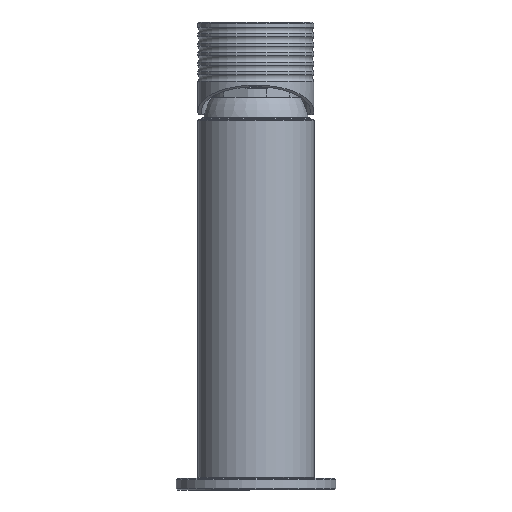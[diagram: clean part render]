
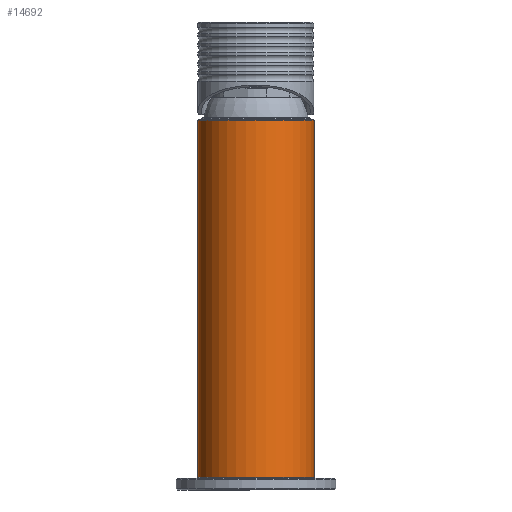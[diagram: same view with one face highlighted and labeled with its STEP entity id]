
A CAD part, front view. The second image highlights one B-rep face of the part: STEP entity #14692.
In plain terms, the highlighted cylindrical face has radius 20 mm (diameter 40 mm), a full revolution.
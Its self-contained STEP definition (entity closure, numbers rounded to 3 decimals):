
#1045=LINE('',#34560,#1895);
#1046=LINE('',#34573,#1896);
#1895=VECTOR('',#28183,1000.);
#1896=VECTOR('',#28184,1000.);
#1982=B_SPLINE_CURVE_WITH_KNOTS('',3,(#34563,#34564,#34565,#34566,#34567,
#34568,#34569,#34570,#34571),.UNSPECIFIED.,.F.,.F.,(4,1,1,1,1,1,4),(0.,
0.005,0.007,0.009,0.012,
0.014,0.019),.UNSPECIFIED.);
#1983=B_SPLINE_CURVE_WITH_KNOTS('',3,(#34575,#34576,#34577,#34578,#34579,
#34580,#34581,#34582,#34583),.UNSPECIFIED.,.F.,.F.,(4,1,1,1,1,1,4),(0.,
0.005,0.007,0.009,0.012,
0.014,0.019),.UNSPECIFIED.);
#6372=ORIENTED_EDGE('',*,*,#8212,.T.);
#6373=ORIENTED_EDGE('',*,*,#8213,.T.);
#6374=ORIENTED_EDGE('',*,*,#8214,.F.);
#6375=ORIENTED_EDGE('',*,*,#8215,.T.);
#6376=ORIENTED_EDGE('',*,*,#8216,.F.);
#6377=ORIENTED_EDGE('',*,*,#8217,.T.);
#8212=EDGE_CURVE('',#9572,#9572,#10434,.F.);
#8213=EDGE_CURVE('',#9573,#9573,#10435,.F.);
#8214=EDGE_CURVE('',#9574,#9575,#1045,.T.);
#8215=EDGE_CURVE('',#9574,#9576,#1982,.T.);
#8216=EDGE_CURVE('',#9577,#9576,#1046,.F.);
#8217=EDGE_CURVE('',#9577,#9575,#1983,.T.);
#9572=VERTEX_POINT('',#34557);
#9573=VERTEX_POINT('',#34559);
#9574=VERTEX_POINT('',#34561);
#9575=VERTEX_POINT('',#34562);
#9576=VERTEX_POINT('',#34572);
#9577=VERTEX_POINT('',#34574);
#10434=CIRCLE('',#23458,20.);
#10435=CIRCLE('',#23459,20.);
#11831=EDGE_LOOP('',(#6372));
#11832=EDGE_LOOP('',(#6373));
#11833=EDGE_LOOP('',(#6374,#6375,#6376,#6377));
#13264=FACE_BOUND('',#11831,.T.);
#13265=FACE_BOUND('',#11832,.T.);
#13266=FACE_BOUND('',#11833,.T.);
#13622=CYLINDRICAL_SURFACE('',#23457,20.);
#14692=ADVANCED_FACE('',(#13264,#13265,#13266),#13622,.T.);
#23457=AXIS2_PLACEMENT_3D('',#34555,#28177,#28178);
#23458=AXIS2_PLACEMENT_3D('',#34556,#28179,#28180);
#23459=AXIS2_PLACEMENT_3D('',#34558,#28181,#28182);
#28177=DIRECTION('',(1.,0.,0.));
#28178=DIRECTION('',(0.,0.,-1.));
#28179=DIRECTION('',(1.,0.,0.));
#28180=DIRECTION('',(0.,0.,-1.));
#28181=DIRECTION('',(-1.,0.,0.));
#28182=DIRECTION('',(0.,0.,1.));
#28183=DIRECTION('',(1.,0.,0.));
#28184=DIRECTION('',(1.,0.,0.));
#34555=CARTESIAN_POINT('',(0.,0.,0.));
#34556=CARTESIAN_POINT('',(-0.15,0.,0.));
#34557=CARTESIAN_POINT('',(-0.15,0.,-20.));
#34558=CARTESIAN_POINT('',(-123.15,0.,0.));
#34559=CARTESIAN_POINT('',(-123.15,0.,20.));
#34560=CARTESIAN_POINT('',(0.,18.8,6.823));
#34561=CARTESIAN_POINT('',(-19.773,18.8,6.823));
#34562=CARTESIAN_POINT('',(-16.227,18.8,6.823));
#34563=CARTESIAN_POINT('',(-19.773,18.8,6.823));
#34564=CARTESIAN_POINT('',(-21.293,18.943,6.429));
#34565=CARTESIAN_POINT('',(-23.291,19.417,5.093));
#34566=CARTESIAN_POINT('',(-24.785,19.905,2.346));
#34567=CARTESIAN_POINT('',(-25.181,20.047,0.008));
#34568=CARTESIAN_POINT('',(-24.789,19.906,-2.336));
#34569=CARTESIAN_POINT('',(-23.294,19.417,-5.091));
#34570=CARTESIAN_POINT('',(-21.293,18.943,-6.429));
#34571=CARTESIAN_POINT('',(-19.773,18.8,-6.823));
#34572=CARTESIAN_POINT('',(-19.773,18.8,-6.823));
#34573=CARTESIAN_POINT('',(0.,18.8,-6.823));
#34574=CARTESIAN_POINT('',(-16.227,18.8,-6.823));
#34575=CARTESIAN_POINT('',(-16.227,18.8,-6.823));
#34576=CARTESIAN_POINT('',(-14.707,18.943,-6.429));
#34577=CARTESIAN_POINT('',(-12.709,19.417,-5.093));
#34578=CARTESIAN_POINT('',(-11.215,19.905,-2.346));
#34579=CARTESIAN_POINT('',(-10.819,20.047,-0.008));
#34580=CARTESIAN_POINT('',(-11.211,19.906,2.336));
#34581=CARTESIAN_POINT('',(-12.706,19.417,5.091));
#34582=CARTESIAN_POINT('',(-14.707,18.943,6.429));
#34583=CARTESIAN_POINT('',(-16.227,18.8,6.823));
